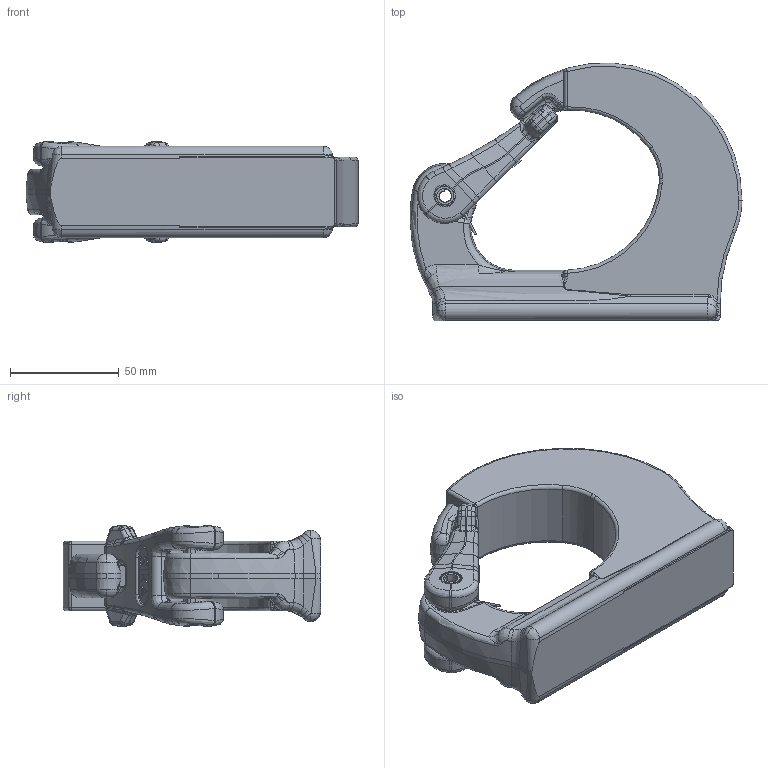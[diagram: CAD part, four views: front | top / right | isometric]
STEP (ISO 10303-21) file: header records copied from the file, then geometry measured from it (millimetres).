
FILE_DESCRIPTION (( 'STEP AP203' ), '1' );
FILE_NAME ('20240816_TBA_4t.STEP', '2024-08-16T09:24:16', ( '' ), ( '' ), 'SwSTEP 2.0', 'SolidWorks 2024', '' );
FILE_SCHEMA (( 'CONFIG_CONTROL_DESIGN' ));
Length unit declared in the file: millimetre
Products named in the file (6): TBA4t_Stepversion_TBA4 bearbeitet<Wie bearbeitet>; tba-feder_tabelle_TBA 01,25; 20240816_TBA_4t; Schnepper für TBA 4t + 5t + 8t_TBA 4-8 t Schnepper bearbeitet<Wie bearbeitet>; BaugrTBA04; Spannstifte_10x45
Assembly tree (5 placements, depth 3):
  20240816_TBA_4t
    TBA4t_Stepversion_TBA4 bearbeitet<Wie bearbeitet>
    BaugrTBA04
      Schnepper für TBA 4t + 5t + 8t_TBA 4-8 t Schnepper bearbeitet<Wie bearbeitet>
      tba-feder_tabelle_TBA 01,25
      Spannstifte_10x45
Bounding box: 152.42 x 118.32 x 46 mm (x, y, z)
Volume: 305167.9 mm3; surface area: 53429.3 mm2
Topology: 4 solids, 4 shells, 839 faces, 2163 edges, 1324 vertices
Faces by surface type: plane 293, bspline 290, cylinder 173, torus 49, cone 28, sphere 6
Entity records: 39552 total; most frequent: CARTESIAN_POINT 21547, ORIENTED_EDGE 4278, DIRECTION 2824, EDGE_CURVE 2139, VERTEX_POINT 1322, AXIS2_PLACEMENT_3D 1017, EDGE_LOOP 859, FACE_OUTER_BOUND 839
